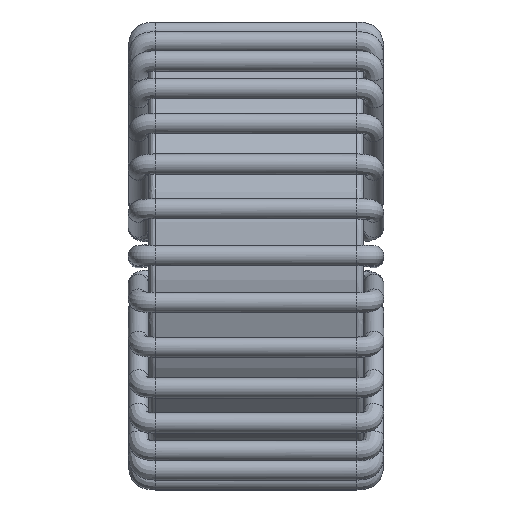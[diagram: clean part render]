
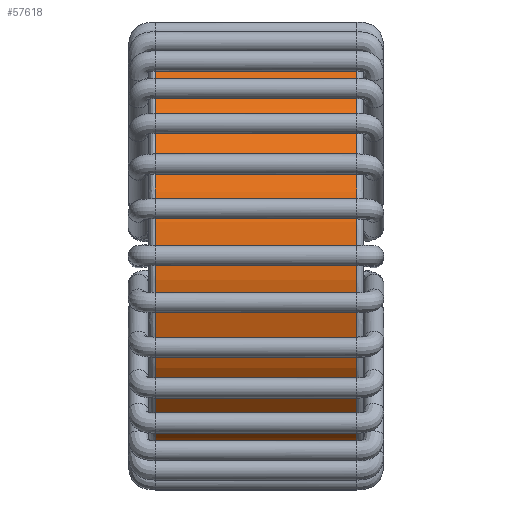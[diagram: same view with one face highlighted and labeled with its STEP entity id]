
A CAD part, top view. The second image highlights one B-rep face of the part: STEP entity #57618.
In plain terms, the highlighted free-form (B-spline) face has degree [2, 1] with [7, 2] control points.
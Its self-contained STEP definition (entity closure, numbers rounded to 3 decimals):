
#57567=CARTESIAN_POINT('',(3.175,0.,-6.35));
#57568=CARTESIAN_POINT('',(-3.175,0.,-6.35));
#57569=CARTESIAN_POINT('',(3.175,10.999,-6.35));
#57570=CARTESIAN_POINT('',(-3.175,10.999,-6.35));
#57571=CARTESIAN_POINT('',(3.175,5.499,3.175));
#57572=CARTESIAN_POINT('',(-3.175,5.499,3.175));
#57573=CARTESIAN_POINT('',(3.175,0.,12.7));
#57574=CARTESIAN_POINT('',(-3.175,0.,12.7));
#57575=CARTESIAN_POINT('',(3.175,-5.499,3.175));
#57576=CARTESIAN_POINT('',(-3.175,-5.499,3.175));
#57577=CARTESIAN_POINT('',(3.175,-10.999,-6.35));
#57578=CARTESIAN_POINT('',(-3.175,-10.999,-6.35));
#57579=CARTESIAN_POINT('',(3.175,0.,-6.35));
#57580=CARTESIAN_POINT('',(-3.175,0.,-6.35));
#57581=(BOUNDED_SURFACE()B_SPLINE_SURFACE(2,1,((#57567,#57568),(#57569,#57570),(#57571,#57572),(#57573,#57574),(#57575,#57576),(#57577,#57578),(#57579,#57580)),.CYLINDRICAL_SURF.,.T.,.F.,.U.)B_SPLINE_SURFACE_WITH_KNOTS((3,2,2,3),(2,2),(0.,0.333,0.667,1.),(0.,1.),.UNSPECIFIED.)GEOMETRIC_REPRESENTATION_ITEM()RATIONAL_B_SPLINE_SURFACE(((1.,1.),(0.5,0.5),(1.,1.),(0.5,0.5),(1.,1.),(0.5,0.5),(1.,1.)))REPRESENTATION_ITEM('')SURFACE());
#57582=CARTESIAN_POINT('',(-2.975,0.,-6.35));
#57583=VERTEX_POINT('',#57582);
#57584=CARTESIAN_POINT('',(-2.975,0.,-6.35));
#57585=CARTESIAN_POINT('',(-2.975,6.35,-6.35));
#57586=CARTESIAN_POINT('',(-2.975,6.35,0.));
#57587=CARTESIAN_POINT('',(-2.975,6.35,6.35));
#57588=CARTESIAN_POINT('',(-2.975,0.,6.35));
#57589=CARTESIAN_POINT('',(-2.975,-6.35,6.35));
#57590=CARTESIAN_POINT('',(-2.975,-6.35,0.));
#57591=CARTESIAN_POINT('',(-2.975,-6.35,-6.35));
#57592=CARTESIAN_POINT('',(-2.975,0.,-6.35));
#57593=(BOUNDED_CURVE()B_SPLINE_CURVE(2,(#57584,#57585,#57586,#57587,#57588,#57589,#57590,#57591,#57592),.CIRCULAR_ARC.,.T.,.U.)B_SPLINE_CURVE_WITH_KNOTS((3,2,2,2,3),(0.,0.25,0.5,0.75,1.),.UNSPECIFIED.)CURVE()GEOMETRIC_REPRESENTATION_ITEM()RATIONAL_B_SPLINE_CURVE((1.,0.707,1.,0.707,1.,0.707,1.,0.707,1.))REPRESENTATION_ITEM(''));
#57594=EDGE_CURVE('',#57583,#57583,#57593,.T.);
#57595=ORIENTED_EDGE('',*,*,#57594,.F.);
#57596=CARTESIAN_POINT('',(2.975,0.,-6.35));
#57597=VERTEX_POINT('',#57596);
#57598=CARTESIAN_POINT('',(2.975,0.,-6.35));
#57599=CARTESIAN_POINT('',(-2.975,0.,-6.35));
#57600=B_SPLINE_CURVE_WITH_KNOTS('',1,(#57598,#57599),.POLYLINE_FORM.,.F.,.U.,(2,2),(0.031,0.969),.UNSPECIFIED.);
#57601=EDGE_CURVE('',#57597,#57583,#57600,.T.);
#57602=ORIENTED_EDGE('',*,*,#57601,.F.);
#57603=CARTESIAN_POINT('',(2.975,0.,-6.35));
#57604=CARTESIAN_POINT('',(2.975,6.35,-6.35));
#57605=CARTESIAN_POINT('',(2.975,6.35,0.));
#57606=CARTESIAN_POINT('',(2.975,6.35,6.35));
#57607=CARTESIAN_POINT('',(2.975,0.,6.35));
#57608=CARTESIAN_POINT('',(2.975,-6.35,6.35));
#57609=CARTESIAN_POINT('',(2.975,-6.35,0.));
#57610=CARTESIAN_POINT('',(2.975,-6.35,-6.35));
#57611=CARTESIAN_POINT('',(2.975,0.,-6.35));
#57612=(BOUNDED_CURVE()B_SPLINE_CURVE(2,(#57603,#57604,#57605,#57606,#57607,#57608,#57609,#57610,#57611),.CIRCULAR_ARC.,.T.,.U.)B_SPLINE_CURVE_WITH_KNOTS((3,2,2,2,3),(0.,0.25,0.5,0.75,1.),.UNSPECIFIED.)CURVE()GEOMETRIC_REPRESENTATION_ITEM()RATIONAL_B_SPLINE_CURVE((1.,0.707,1.,0.707,1.,0.707,1.,0.707,1.))REPRESENTATION_ITEM(''));
#57613=EDGE_CURVE('',#57597,#57597,#57612,.T.);
#57614=ORIENTED_EDGE('',*,*,#57613,.T.);
#57615=ORIENTED_EDGE('',*,*,#57601,.T.);
#57616=EDGE_LOOP('',(#57595,#57602,#57614,#57615));
#57617=FACE_OUTER_BOUND('',#57616,.F.);
#57618=ADVANCED_FACE('',(#57617),#57581,.F.);
